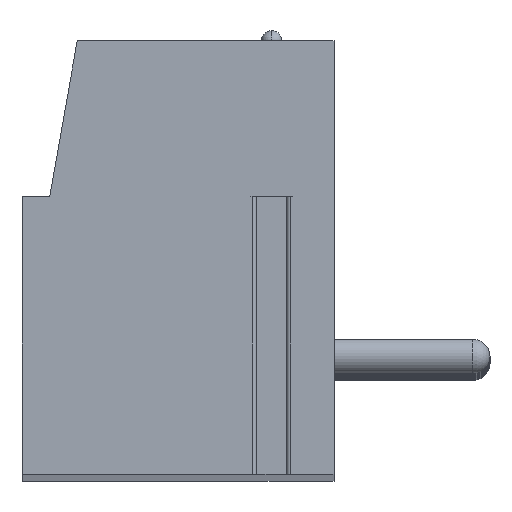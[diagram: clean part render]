
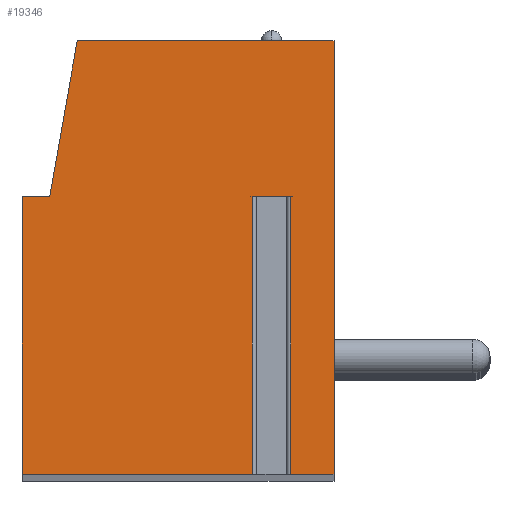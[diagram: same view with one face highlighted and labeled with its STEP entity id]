
A CAD part, top view. The second image highlights one B-rep face of the part: STEP entity #19346.
In plain terms, the highlighted planar face has unit normal (0, 0, 1).
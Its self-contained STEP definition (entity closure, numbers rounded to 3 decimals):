
#13=DIRECTION('',(-1.,0.,0.));
#14=VECTOR('',#13,1.112);
#15=CARTESIAN_POINT('',(3.256,1.75,114.3));
#16=LINE('',#15,#14);
#17=DIRECTION('',(0.,-1.,0.));
#18=VECTOR('',#17,8.);
#19=CARTESIAN_POINT('',(2.144,1.75,114.3));
#20=LINE('',#19,#18);
#21=DIRECTION('',(1.,0.,0.));
#22=VECTOR('',#21,6.644);
#23=CARTESIAN_POINT('',(-4.5,-6.25,114.3));
#24=LINE('',#23,#22);
#25=DIRECTION('',(0.,-1.,0.));
#26=VECTOR('',#25,8.);
#27=CARTESIAN_POINT('',(-4.5,1.75,114.3));
#28=LINE('',#27,#26);
#29=DIRECTION('',(-1.,0.,0.));
#30=VECTOR('',#29,0.8);
#31=CARTESIAN_POINT('',(-3.7,1.75,114.3));
#32=LINE('',#31,#30);
#33=DIRECTION('',(-0.174,-0.985,0.));
#34=VECTOR('',#33,4.569);
#35=CARTESIAN_POINT('',(-2.907,6.25,114.3));
#36=LINE('',#35,#34);
#37=DIRECTION('',(-1.,0.,0.));
#38=VECTOR('',#37,7.407);
#39=CARTESIAN_POINT('',(4.5,6.25,114.3));
#40=LINE('',#39,#38);
#41=DIRECTION('',(0.,1.,0.));
#42=VECTOR('',#41,12.5);
#43=CARTESIAN_POINT('',(4.5,-6.25,114.3));
#44=LINE('',#43,#42);
#45=DIRECTION('',(1.,0.,0.));
#46=VECTOR('',#45,1.244);
#47=CARTESIAN_POINT('',(3.256,-6.25,114.3));
#48=LINE('',#47,#46);
#49=DIRECTION('',(0.,-1.,0.));
#50=VECTOR('',#49,8.);
#51=CARTESIAN_POINT('',(3.256,1.75,114.3));
#52=LINE('',#51,#50);
#15239=CARTESIAN_POINT('',(-3.7,1.75,114.3));
#15240=CARTESIAN_POINT('',(-4.5,1.75,114.3));
#15241=VERTEX_POINT('',#15239);
#15242=VERTEX_POINT('',#15240);
#15243=CARTESIAN_POINT('',(-4.5,-6.25,114.3));
#15244=VERTEX_POINT('',#15243);
#15245=CARTESIAN_POINT('',(4.5,-6.25,114.3));
#15246=CARTESIAN_POINT('',(4.5,6.25,114.3));
#15247=VERTEX_POINT('',#15245);
#15248=VERTEX_POINT('',#15246);
#15249=CARTESIAN_POINT('',(-2.907,6.25,114.3));
#15250=VERTEX_POINT('',#15249);
#15299=CARTESIAN_POINT('',(3.256,1.75,114.3));
#15300=CARTESIAN_POINT('',(2.144,1.75,114.3));
#15301=VERTEX_POINT('',#15299);
#15302=VERTEX_POINT('',#15300);
#15303=CARTESIAN_POINT('',(2.144,-6.25,114.3));
#15304=VERTEX_POINT('',#15303);
#15305=CARTESIAN_POINT('',(3.256,-6.25,114.3));
#15306=VERTEX_POINT('',#15305);
#19319=CARTESIAN_POINT('',(0.,0.,114.3));
#19320=DIRECTION('',(0.,0.,1.));
#19321=DIRECTION('',(1.,0.,0.));
#19322=AXIS2_PLACEMENT_3D('',#19319,#19320,#19321);
#19323=PLANE('',#19322);
#19325=ORIENTED_EDGE('',*,*,#19324,.T.);
#19327=ORIENTED_EDGE('',*,*,#19326,.T.);
#19329=ORIENTED_EDGE('',*,*,#19328,.F.);
#19331=ORIENTED_EDGE('',*,*,#19330,.F.);
#19333=ORIENTED_EDGE('',*,*,#19332,.F.);
#19335=ORIENTED_EDGE('',*,*,#19334,.F.);
#19337=ORIENTED_EDGE('',*,*,#19336,.F.);
#19339=ORIENTED_EDGE('',*,*,#19338,.F.);
#19341=ORIENTED_EDGE('',*,*,#19340,.F.);
#19343=ORIENTED_EDGE('',*,*,#19342,.F.);
#19344=EDGE_LOOP('',(#19325,#19327,#19329,#19331,#19333,#19335,#19337,#19339,
#19341,#19343));
#19345=FACE_OUTER_BOUND('',#19344,.F.);
#19324=EDGE_CURVE('',#15301,#15302,#16,.T.);
#19326=EDGE_CURVE('',#15302,#15304,#20,.T.);
#19328=EDGE_CURVE('',#15244,#15304,#24,.T.);
#19330=EDGE_CURVE('',#15242,#15244,#28,.T.);
#19332=EDGE_CURVE('',#15241,#15242,#32,.T.);
#19334=EDGE_CURVE('',#15250,#15241,#36,.T.);
#19336=EDGE_CURVE('',#15248,#15250,#40,.T.);
#19338=EDGE_CURVE('',#15247,#15248,#44,.T.);
#19340=EDGE_CURVE('',#15306,#15247,#48,.T.);
#19342=EDGE_CURVE('',#15301,#15306,#52,.T.);
#19346=ADVANCED_FACE('',(#19345),#19323,.T.);
